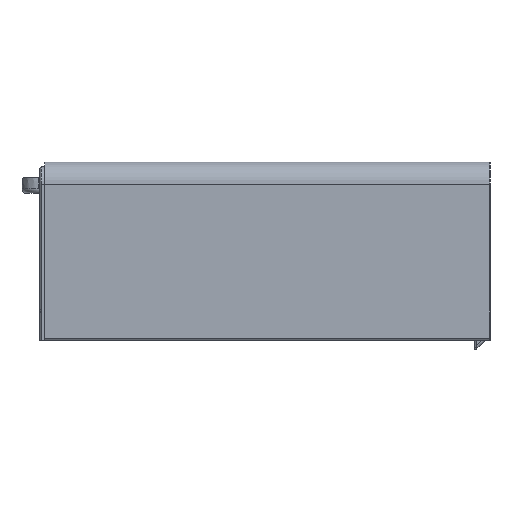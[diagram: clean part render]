
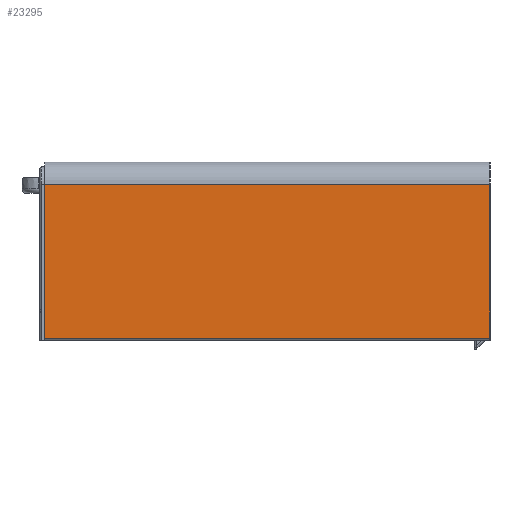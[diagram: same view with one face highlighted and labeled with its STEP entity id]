
A CAD part, left-side view. The second image highlights one B-rep face of the part: STEP entity #23295.
In plain terms, the highlighted planar face has unit normal (-1, 0, 0).
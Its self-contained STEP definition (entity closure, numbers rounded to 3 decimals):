
#762 = EDGE_LOOP ( 'NONE', ( #19507, #16914, #5511, #22263 ) ) ;
#1621 = CARTESIAN_POINT ( 'NONE',  ( 0., 202., 70. ) ) ;
#2550 = VERTEX_POINT ( 'NONE', #23974 ) ;
#3705 = VECTOR ( 'NONE', #22267, 1000. ) ;
#3932 = PLANE ( 'NONE',  #8272 ) ;
#4982 = EDGE_CURVE ( 'NONE', #2550, #19948, #14932, .T. ) ;
#5511 = ORIENTED_EDGE ( 'NONE', *, *, #11359, .T. ) ;
#5815 = DIRECTION ( 'NONE',  ( 0., 1., 0. ) ) ;
#7592 = CARTESIAN_POINT ( 'NONE',  ( 0., 199.8, 0. ) ) ;
#8247 = CARTESIAN_POINT ( 'NONE',  ( 0., 0., 1. ) ) ;
#8272 = AXIS2_PLACEMENT_3D ( 'NONE', #18741, #20707, #16759 ) ;
#8829 = LINE ( 'NONE', #12533, #12871 ) ;
#9089 = CARTESIAN_POINT ( 'NONE',  ( 0., 2., 1. ) ) ;
#9161 = VERTEX_POINT ( 'NONE', #10231 ) ;
#10231 = CARTESIAN_POINT ( 'NONE',  ( 0., 199.8, 1. ) ) ;
#11359 = EDGE_CURVE ( 'NONE', #22843, #2550, #8829, .T. ) ;
#12533 = CARTESIAN_POINT ( 'NONE',  ( 0., 0., 0. ) ) ;
#12871 = VECTOR ( 'NONE', #21527, 1000. ) ;
#14466 = CARTESIAN_POINT ( 'NONE',  ( 0., 199.8, 70. ) ) ;
#14932 = LINE ( 'NONE', #1621, #21830 ) ;
#15107 = LINE ( 'NONE', #7592, #3705 ) ;
#16246 = LINE ( 'NONE', #9089, #19989 ) ;
#16759 = DIRECTION ( 'NONE',  ( 0., 0., -1. ) ) ;
#16760 = EDGE_CURVE ( 'NONE', #9161, #22843, #16246, .T. ) ;
#16914 = ORIENTED_EDGE ( 'NONE', *, *, #16760, .T. ) ;
#18349 = DIRECTION ( 'NONE',  ( 0., -1., 0. ) ) ;
#18741 = CARTESIAN_POINT ( 'NONE',  ( 0., 2., 0. ) ) ;
#19507 = ORIENTED_EDGE ( 'NONE', *, *, #21639, .F. ) ;
#19948 = VERTEX_POINT ( 'NONE', #14466 ) ;
#19989 = VECTOR ( 'NONE', #18349, 1000. ) ;
#20707 = DIRECTION ( 'NONE',  ( 1., 0., 0. ) ) ;
#21527 = DIRECTION ( 'NONE',  ( 0., 0., 1. ) ) ;
#21639 = EDGE_CURVE ( 'NONE', #9161, #19948, #15107, .T. ) ;
#21830 = VECTOR ( 'NONE', #5815, 1000. ) ;
#22263 = ORIENTED_EDGE ( 'NONE', *, *, #4982, .T. ) ;
#22267 = DIRECTION ( 'NONE',  ( 0., 0., 1. ) ) ;
#22317 = FACE_OUTER_BOUND ( 'NONE', #762, .T. ) ;
#22843 = VERTEX_POINT ( 'NONE', #8247 ) ;
#23295 = ADVANCED_FACE ( 'NONE', ( #22317 ), #3932, .F. ) ;
#23974 = CARTESIAN_POINT ( 'NONE',  ( 0., 0., 70. ) ) ;
